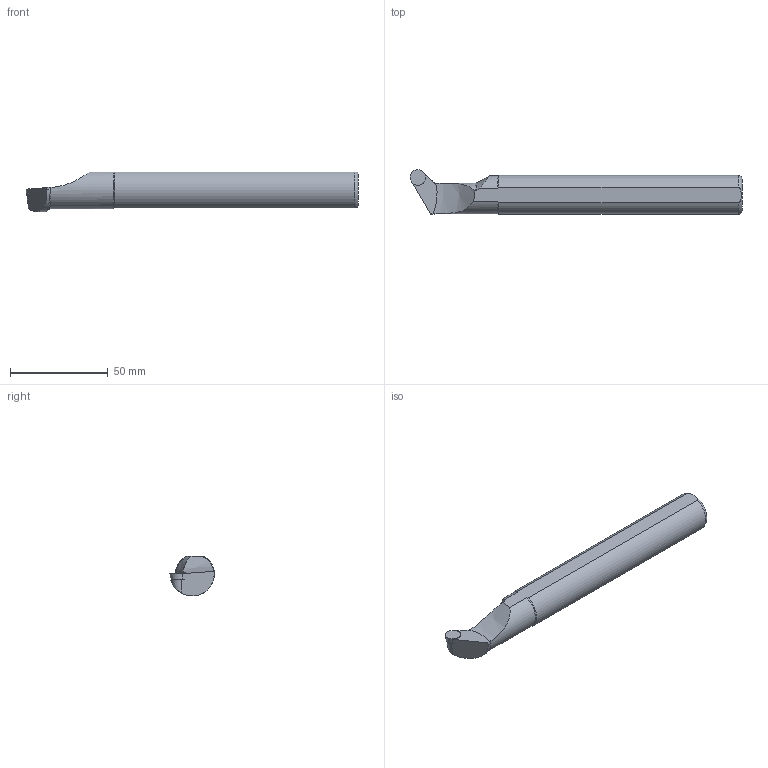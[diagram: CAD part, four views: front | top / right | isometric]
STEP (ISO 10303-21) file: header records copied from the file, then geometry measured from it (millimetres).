
FILE_DESCRIPTION(/* description */ (''),/* implementation_level */ '2;1');
FILE_NAME(/* name */ 'A20P-SRGCL-08.stp',/* time_stamp */ '2023-10-18T15:00:45+03:00',/* author */ (''),/* organization */ (''),/* preprocessor_version */ 'ST-DEVELOPER v19.4',/* originating_system */ 'SIEMENS PLM Software NX2306.3001',/* authorisation */ '');
FILE_SCHEMA (('AUTOMOTIVE_DESIGN { 1 0 10303 214 3 1 1 1 }'));
Length unit declared in the file: millimetre
Products named in the file (1): A20P SRGCR 08-LIGHT_objects
Bounding box: 170 x 23 x 20.43 mm (x, y, z)
Volume: 46248.8 mm3; surface area: 10633.4 mm2
Topology: 2 solids, 2 shells, 30 faces, 76 edges, 50 vertices
Faces by surface type: plane 10, cone 9, cylinder 6, torus 4, bspline 1
Entity records: 1869 total; most frequent: CARTESIAN_POINT 1137, ORIENTED_EDGE 146, DIRECTION 127, EDGE_CURVE 73, AXIS2_PLACEMENT_3D 54, VERTEX_POINT 49, EDGE_LOOP 32, ADVANCED_FACE 30
